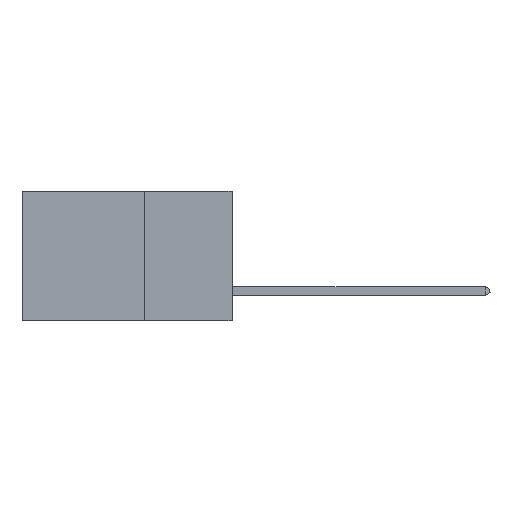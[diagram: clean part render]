
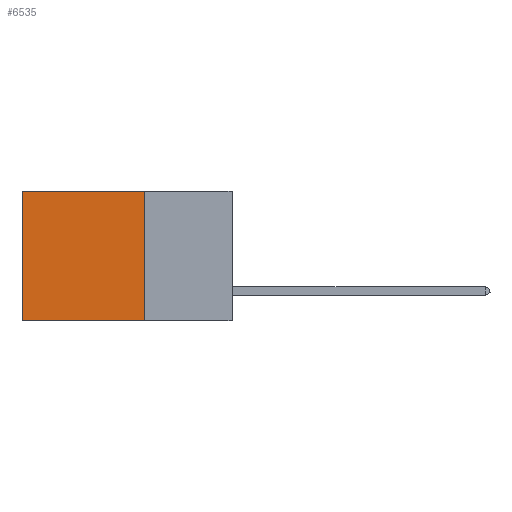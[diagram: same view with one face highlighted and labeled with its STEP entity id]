
A CAD part, left-side view. The second image highlights one B-rep face of the part: STEP entity #6535.
In plain terms, the highlighted planar face has unit normal (-1, 0, 0).
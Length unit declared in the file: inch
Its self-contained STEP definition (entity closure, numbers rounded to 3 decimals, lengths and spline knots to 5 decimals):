
#1279 = CARTESIAN_POINT ( 'NONE',  ( 0.2875, 0.6, -0.37 ) ) ;
#1637 = VERTEX_POINT ( 'NONE', #1279 ) ;
#1845 = VERTEX_POINT ( 'NONE', #8395 ) ;
#1868 = CARTESIAN_POINT ( 'NONE',  ( 0.2875, 0.6, 0. ) ) ;
#2453 = ORIENTED_EDGE ( 'NONE', *, *, #5470, .T. ) ;
#3085 = DIRECTION ( 'NONE',  ( 0., 0., -1. ) ) ;
#3361 = CARTESIAN_POINT ( 'NONE',  ( 0.2875, 0.25, -0.37 ) ) ;
#3411 = PLANE ( 'NONE',  #4568 ) ;
#4293 = VECTOR ( 'NONE', #4399, 39.37008 ) ;
#4399 = DIRECTION ( 'NONE',  ( 0., 1., 0. ) ) ;
#4568 = AXIS2_PLACEMENT_3D ( 'NONE', #13485, #13432, #14608 ) ;
#4718 = ORIENTED_EDGE ( 'NONE', *, *, #11873, .F. ) ;
#5010 = VERTEX_POINT ( 'NONE', #7796 ) ;
#5470 = EDGE_CURVE ( 'NONE', #7750, #1637, #14293, .T. ) ;
#5483 = DIRECTION ( 'NONE',  ( 0., 0., -1. ) ) ;
#5536 = CARTESIAN_POINT ( 'NONE',  ( 0.2875, 0.25, 0. ) ) ;
#5678 = ORIENTED_EDGE ( 'NONE', *, *, #10927, .T. ) ;
#6018 = VECTOR ( 'NONE', #8672, 39.37008 ) ;
#6535 = ADVANCED_FACE ( 'NONE', ( #14284 ), #3411, .F. ) ;
#6779 = CARTESIAN_POINT ( 'NONE',  ( 0.2875, 0.25, 0. ) ) ;
#6987 = LINE ( 'NONE', #6779, #4293 ) ;
#7750 = VERTEX_POINT ( 'NONE', #11016 ) ;
#7796 = CARTESIAN_POINT ( 'NONE',  ( 0.2875, 0.25, 0. ) ) ;
#8395 = CARTESIAN_POINT ( 'NONE',  ( 0.2875, 0.25, -0.37 ) ) ;
#8672 = DIRECTION ( 'NONE',  ( 0., 1., 0. ) ) ;
#9320 = VECTOR ( 'NONE', #3085, 39.37008 ) ;
#10927 = EDGE_CURVE ( 'NONE', #5010, #7750, #6987, .T. ) ;
#11016 = CARTESIAN_POINT ( 'NONE',  ( 0.2875, 0.6, 0. ) ) ;
#11035 = ORIENTED_EDGE ( 'NONE', *, *, #15734, .F. ) ;
#11855 = VECTOR ( 'NONE', #5483, 39.37008 ) ;
#11873 = EDGE_CURVE ( 'NONE', #1845, #1637, #13720, .T. ) ;
#13432 = DIRECTION ( 'NONE',  ( 1., 0., 0. ) ) ;
#13485 = CARTESIAN_POINT ( 'NONE',  ( 0.2875, 0.25, 0. ) ) ;
#13720 = LINE ( 'NONE', #3361, #6018 ) ;
#14284 = FACE_OUTER_BOUND ( 'NONE', #14430, .T. ) ;
#14293 = LINE ( 'NONE', #1868, #9320 ) ;
#14430 = EDGE_LOOP ( 'NONE', ( #2453, #4718, #11035, #5678 ) ) ;
#14608 = DIRECTION ( 'NONE',  ( 0., 0., -1. ) ) ;
#15120 = LINE ( 'NONE', #5536, #11855 ) ;
#15734 = EDGE_CURVE ( 'NONE', #5010, #1845, #15120, .T. ) ;
